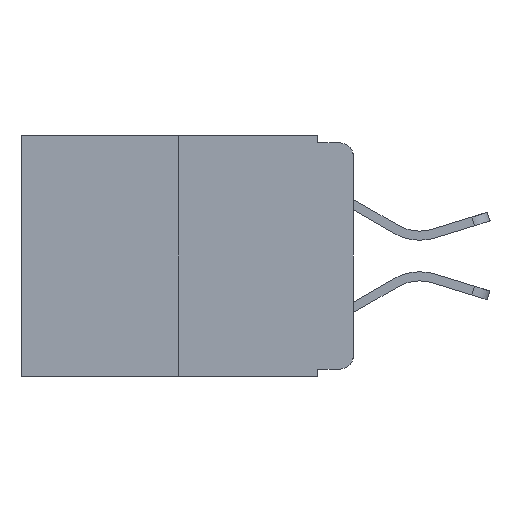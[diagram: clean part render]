
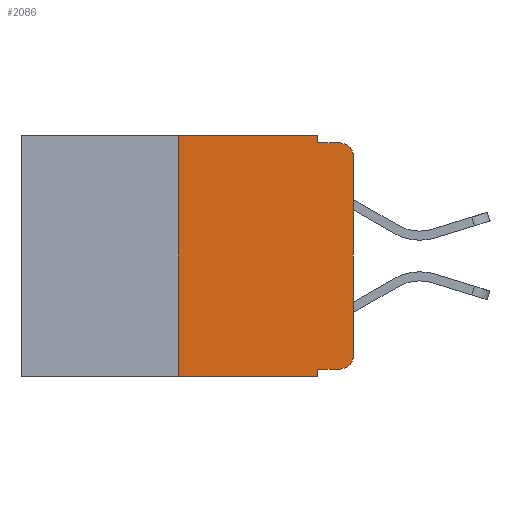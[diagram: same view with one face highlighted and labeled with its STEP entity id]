
A CAD part, left-side view. The second image highlights one B-rep face of the part: STEP entity #2086.
In plain terms, the highlighted planar face has unit normal (-1, 0, 0).
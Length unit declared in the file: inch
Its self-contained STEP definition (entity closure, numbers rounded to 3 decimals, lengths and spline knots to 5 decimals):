
#77 = VERTEX_POINT ( 'NONE', #5710 ) ;
#141 = VERTEX_POINT ( 'NONE', #6963 ) ;
#188 = VERTEX_POINT ( 'NONE', #8895 ) ;
#594 = CARTESIAN_POINT ( 'NONE',  ( 0., 0.051, 0. ) ) ;
#655 = AXIS2_PLACEMENT_3D ( 'NONE', #8701, #3916, #9443 ) ;
#961 = EDGE_CURVE ( 'NONE', #4025, #188, #6128, .T. ) ;
#982 = LINE ( 'NONE', #4338, #5294 ) ;
#995 = LINE ( 'NONE', #7631, #3172 ) ;
#1127 = VECTOR ( 'NONE', #9557, 39.37008 ) ;
#1375 = CARTESIAN_POINT ( 'NONE',  ( 0., 0.051, 0. ) ) ;
#1593 = EDGE_CURVE ( 'NONE', #9884, #4025, #2848, .T. ) ;
#1678 = DIRECTION ( 'NONE',  ( 0., 0., -1. ) ) ;
#1814 = CIRCLE ( 'NONE', #655, 0.02 ) ;
#2015 = PLANE ( 'NONE',  #4984 ) ;
#2086 = ADVANCED_FACE ( 'NONE', ( #10375 ), #2015, .F. ) ;
#2243 = EDGE_CURVE ( 'NONE', #3534, #4914, #4471, .T. ) ;
#2337 = ORIENTED_EDGE ( 'NONE', *, *, #2243, .F. ) ;
#2616 = CARTESIAN_POINT ( 'NONE',  ( 0., 0., -0.313 ) ) ;
#2683 = EDGE_LOOP ( 'NONE', ( #7861, #9865, #3815, #5922, #6472, #2337, #8824, #6986, #9046, #2926 ) ) ;
#2848 = LINE ( 'NONE', #10536, #10500 ) ;
#2871 = EDGE_CURVE ( 'NONE', #4779, #77, #3573, .T. ) ;
#2926 = ORIENTED_EDGE ( 'NONE', *, *, #5539, .T. ) ;
#2992 = CARTESIAN_POINT ( 'NONE',  ( 0., 0.02, -0.313 ) ) ;
#3172 = VECTOR ( 'NONE', #5139, 39.37008 ) ;
#3342 = CARTESIAN_POINT ( 'NONE',  ( 0., 0.25, 0. ) ) ;
#3511 = VERTEX_POINT ( 'NONE', #9688 ) ;
#3534 = VERTEX_POINT ( 'NONE', #10527 ) ;
#3573 = LINE ( 'NONE', #1375, #6486 ) ;
#3731 = CIRCLE ( 'NONE', #10153, 0.02 ) ;
#3804 = DIRECTION ( 'NONE',  ( 0., 0., -1. ) ) ;
#3815 = ORIENTED_EDGE ( 'NONE', *, *, #961, .F. ) ;
#3916 = DIRECTION ( 'NONE',  ( -1., 0., 0. ) ) ;
#3956 = EDGE_CURVE ( 'NONE', #4779, #3511, #982, .T. ) ;
#4025 = VERTEX_POINT ( 'NONE', #6891 ) ;
#4308 = VERTEX_POINT ( 'NONE', #2616 ) ;
#4338 = CARTESIAN_POINT ( 'NONE',  ( 0., 0.051, -0.333 ) ) ;
#4471 = LINE ( 'NONE', #9866, #6366 ) ;
#4742 = CARTESIAN_POINT ( 'NONE',  ( 0., 0., 0. ) ) ;
#4779 = VERTEX_POINT ( 'NONE', #9652 ) ;
#4894 = EDGE_CURVE ( 'NONE', #4914, #9884, #6177, .T. ) ;
#4914 = VERTEX_POINT ( 'NONE', #3342 ) ;
#4984 = AXIS2_PLACEMENT_3D ( 'NONE', #8672, #10380, #5789 ) ;
#5139 = DIRECTION ( 'NONE',  ( 0., -1., 0. ) ) ;
#5294 = VECTOR ( 'NONE', #8346, 39.37008 ) ;
#5532 = DIRECTION ( 'NONE',  ( 0., 0., 1. ) ) ;
#5539 = EDGE_CURVE ( 'NONE', #3511, #4308, #3731, .T. ) ;
#5710 = CARTESIAN_POINT ( 'NONE',  ( 0., 0.051, -0.343 ) ) ;
#5789 = DIRECTION ( 'NONE',  ( 0., 0., -1. ) ) ;
#5922 = ORIENTED_EDGE ( 'NONE', *, *, #1593, .F. ) ;
#5968 = DIRECTION ( 'NONE',  ( 0., 0., -1. ) ) ;
#6128 = LINE ( 'NONE', #9441, #7808 ) ;
#6177 = LINE ( 'NONE', #8142, #1127 ) ;
#6366 = VECTOR ( 'NONE', #9854, 39.37008 ) ;
#6472 = ORIENTED_EDGE ( 'NONE', *, *, #4894, .F. ) ;
#6486 = VECTOR ( 'NONE', #5968, 39.37008 ) ;
#6891 = CARTESIAN_POINT ( 'NONE',  ( 0., 0.051, -0.01 ) ) ;
#6963 = CARTESIAN_POINT ( 'NONE',  ( 0., 0., -0.03 ) ) ;
#6986 = ORIENTED_EDGE ( 'NONE', *, *, #2871, .F. ) ;
#7376 = EDGE_CURVE ( 'NONE', #3534, #77, #995, .T. ) ;
#7597 = DIRECTION ( 'NONE',  ( 0., -1., 0. ) ) ;
#7631 = CARTESIAN_POINT ( 'NONE',  ( 0., 0.473, -0.343 ) ) ;
#7808 = VECTOR ( 'NONE', #7597, 39.37008 ) ;
#7861 = ORIENTED_EDGE ( 'NONE', *, *, #8448, .T. ) ;
#8142 = CARTESIAN_POINT ( 'NONE',  ( 0., 0.473, 0. ) ) ;
#8305 = VECTOR ( 'NONE', #5532, 39.37008 ) ;
#8346 = DIRECTION ( 'NONE',  ( 0., -1., 0. ) ) ;
#8448 = EDGE_CURVE ( 'NONE', #4308, #141, #10543, .T. ) ;
#8580 = DIRECTION ( 'NONE',  ( -1., 0., 0. ) ) ;
#8672 = CARTESIAN_POINT ( 'NONE',  ( 0., 0.473, 0. ) ) ;
#8701 = CARTESIAN_POINT ( 'NONE',  ( 0., 0.02, -0.03 ) ) ;
#8824 = ORIENTED_EDGE ( 'NONE', *, *, #7376, .T. ) ;
#8895 = CARTESIAN_POINT ( 'NONE',  ( 0., 0.02, -0.01 ) ) ;
#9046 = ORIENTED_EDGE ( 'NONE', *, *, #3956, .T. ) ;
#9441 = CARTESIAN_POINT ( 'NONE',  ( 0., 0.051, -0.01 ) ) ;
#9443 = DIRECTION ( 'NONE',  ( 0., 0., -1. ) ) ;
#9557 = DIRECTION ( 'NONE',  ( 0., -1., 0. ) ) ;
#9652 = CARTESIAN_POINT ( 'NONE',  ( 0., 0.051, -0.333 ) ) ;
#9688 = CARTESIAN_POINT ( 'NONE',  ( 0., 0.02, -0.333 ) ) ;
#9854 = DIRECTION ( 'NONE',  ( 0., 0., 1. ) ) ;
#9865 = ORIENTED_EDGE ( 'NONE', *, *, #10473, .T. ) ;
#9866 = CARTESIAN_POINT ( 'NONE',  ( 0., 0.25, 0. ) ) ;
#9884 = VERTEX_POINT ( 'NONE', #594 ) ;
#10153 = AXIS2_PLACEMENT_3D ( 'NONE', #2992, #8580, #3804 ) ;
#10375 = FACE_OUTER_BOUND ( 'NONE', #2683, .T. ) ;
#10380 = DIRECTION ( 'NONE',  ( 1., 0., 0. ) ) ;
#10473 = EDGE_CURVE ( 'NONE', #141, #188, #1814, .T. ) ;
#10500 = VECTOR ( 'NONE', #1678, 39.37008 ) ;
#10527 = CARTESIAN_POINT ( 'NONE',  ( 0., 0.25, -0.343 ) ) ;
#10536 = CARTESIAN_POINT ( 'NONE',  ( 0., 0.051, 0. ) ) ;
#10543 = LINE ( 'NONE', #4742, #8305 ) ;
